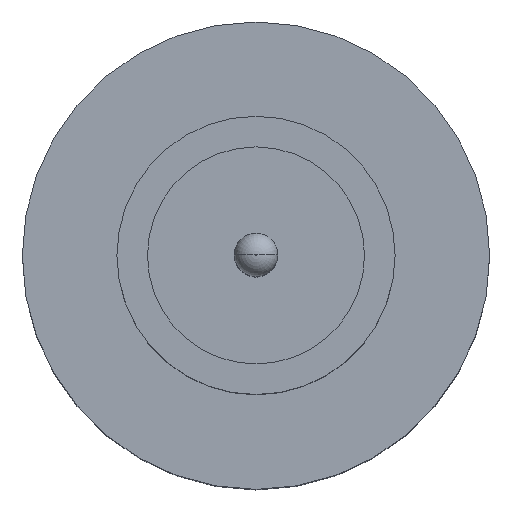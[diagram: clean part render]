
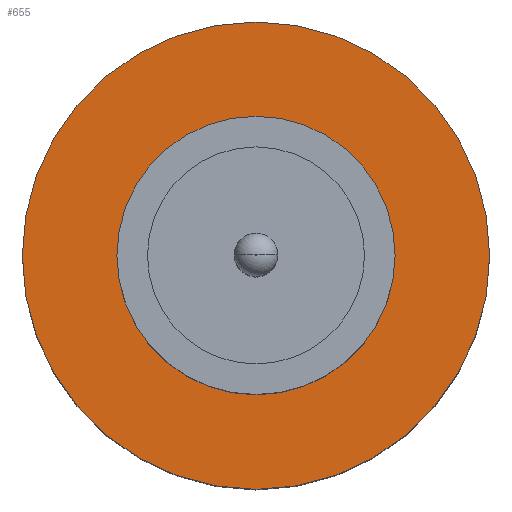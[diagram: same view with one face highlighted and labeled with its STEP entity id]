
A CAD part, top view. The second image highlights one B-rep face of the part: STEP entity #655.
In plain terms, the highlighted planar face has unit normal (0, 0, 1).
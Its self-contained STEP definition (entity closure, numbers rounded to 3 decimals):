
#12 = EDGE_CURVE ( 'NONE', #720, #733, #180, .T. ) ;
#81 = EDGE_LOOP ( 'NONE', ( #878, #855 ) ) ;
#86 = CARTESIAN_POINT ( 'NONE',  ( 0., 0., 1.55 ) ) ;
#120 = DIRECTION ( 'NONE',  ( 1., 0., 0. ) ) ;
#130 = EDGE_CURVE ( 'NONE', #688, #985, #547, .T. ) ;
#180 = CIRCLE ( 'NONE', #544, 1.25 ) ;
#211 = DIRECTION ( 'NONE',  ( 0., 0., 1. ) ) ;
#221 = ORIENTED_EDGE ( 'NONE', *, *, #327, .T. ) ;
#224 = DIRECTION ( 'NONE',  ( 1., 0., 0. ) ) ;
#253 = CARTESIAN_POINT ( 'NONE',  ( 1.25, 0., 1.55 ) ) ;
#288 = CARTESIAN_POINT ( 'NONE',  ( 0., 0., 1.55 ) ) ;
#302 = AXIS2_PLACEMENT_3D ( 'NONE', #288, #451, #120 ) ;
#319 = CARTESIAN_POINT ( 'NONE',  ( -2.1, 0., 1.55 ) ) ;
#321 = AXIS2_PLACEMENT_3D ( 'NONE', #781, #489, #558 ) ;
#327 = EDGE_CURVE ( 'NONE', #985, #688, #345, .T. ) ;
#337 = CARTESIAN_POINT ( 'NONE',  ( 0., 0., 1.55 ) ) ;
#345 = CIRCLE ( 'NONE', #302, 2.1 ) ;
#352 = CIRCLE ( 'NONE', #321, 1.25 ) ;
#377 = CARTESIAN_POINT ( 'NONE',  ( 0., 0., 1.55 ) ) ;
#386 = CARTESIAN_POINT ( 'NONE',  ( 2.1, 0., 1.55 ) ) ;
#423 = DIRECTION ( 'NONE',  ( 1., 0., 0. ) ) ;
#451 = DIRECTION ( 'NONE',  ( 0., 0., 1. ) ) ;
#452 = DIRECTION ( 'NONE',  ( 1., 0., 0. ) ) ;
#489 = DIRECTION ( 'NONE',  ( 0., 0., 1. ) ) ;
#544 = AXIS2_PLACEMENT_3D ( 'NONE', #377, #211, #452 ) ;
#545 = FACE_BOUND ( 'NONE', #81, .T. ) ;
#547 = CIRCLE ( 'NONE', #737, 2.1 ) ;
#558 = DIRECTION ( 'NONE',  ( 1., 0., 0. ) ) ;
#634 = EDGE_CURVE ( 'NONE', #733, #720, #352, .T. ) ;
#646 = PLANE ( 'NONE',  #977 ) ;
#655 = ADVANCED_FACE ( 'NONE', ( #545, #789 ), #646, .T. ) ;
#688 = VERTEX_POINT ( 'NONE', #319 ) ;
#714 = DIRECTION ( 'NONE',  ( 0., 0., 1. ) ) ;
#720 = VERTEX_POINT ( 'NONE', #727 ) ;
#727 = CARTESIAN_POINT ( 'NONE',  ( -1.25, 0., 1.55 ) ) ;
#733 = VERTEX_POINT ( 'NONE', #253 ) ;
#737 = AXIS2_PLACEMENT_3D ( 'NONE', #86, #714, #224 ) ;
#781 = CARTESIAN_POINT ( 'NONE',  ( 0., 0., 1.55 ) ) ;
#789 = FACE_OUTER_BOUND ( 'NONE', #900, .T. ) ;
#797 = DIRECTION ( 'NONE',  ( 0., 0., 1. ) ) ;
#812 = ORIENTED_EDGE ( 'NONE', *, *, #130, .T. ) ;
#855 = ORIENTED_EDGE ( 'NONE', *, *, #12, .F. ) ;
#878 = ORIENTED_EDGE ( 'NONE', *, *, #634, .F. ) ;
#900 = EDGE_LOOP ( 'NONE', ( #812, #221 ) ) ;
#977 = AXIS2_PLACEMENT_3D ( 'NONE', #337, #797, #423 ) ;
#985 = VERTEX_POINT ( 'NONE', #386 ) ;
